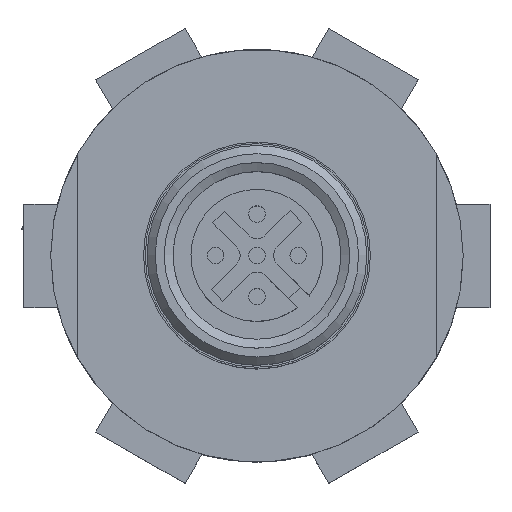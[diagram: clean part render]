
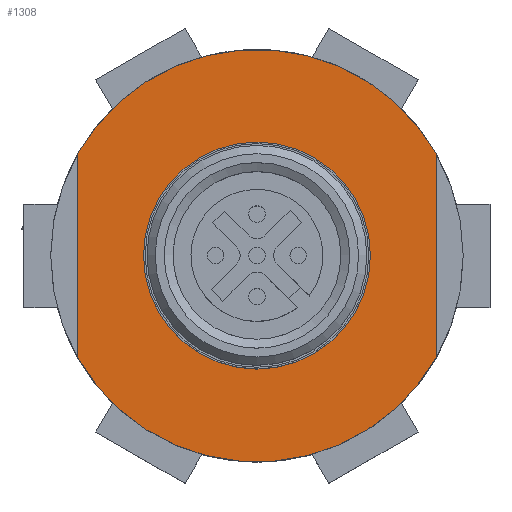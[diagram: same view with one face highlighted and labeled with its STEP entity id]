
A CAD part, top view. The second image highlights one B-rep face of the part: STEP entity #1308.
In plain terms, the highlighted planar face has unit normal (0, 0, 1).
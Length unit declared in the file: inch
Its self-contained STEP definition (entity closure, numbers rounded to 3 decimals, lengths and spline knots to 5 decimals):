
#17 = CIRCLE ( 'NONE', #2779, 0.5 ) ;
#59 = CIRCLE ( 'NONE', #3523, 0.5 ) ;
#179 = CARTESIAN_POINT ( 'NONE',  ( 0., 0., 0.16 ) ) ;
#186 = CARTESIAN_POINT ( 'NONE',  ( 0., 0., 0.16 ) ) ;
#253 = EDGE_CURVE ( 'NONE', #4286, #4286, #3651, .T. ) ;
#295 = CARTESIAN_POINT ( 'NONE',  ( 0.435, -0.24653, 0.16 ) ) ;
#574 = DIRECTION ( 'NONE',  ( 1., 0., 0. ) ) ;
#579 = DIRECTION ( 'NONE',  ( 1., 0., 0. ) ) ;
#685 = VERTEX_POINT ( 'NONE', #295 ) ;
#760 = LINE ( 'NONE', #1912, #3790 ) ;
#811 = EDGE_CURVE ( 'NONE', #2749, #685, #760, .T. ) ;
#1080 = FACE_OUTER_BOUND ( 'NONE', #1711, .T. ) ;
#1228 = ORIENTED_EDGE ( 'NONE', *, *, #253, .F. ) ;
#1234 = ORIENTED_EDGE ( 'NONE', *, *, #3562, .T. ) ;
#1301 = ORIENTED_EDGE ( 'NONE', *, *, #4638, .T. ) ;
#1308 = ADVANCED_FACE ( 'NONE', ( #1080, #4377 ), #3099, .T. ) ;
#1370 = EDGE_CURVE ( 'NONE', #3091, #4490, #4251, .T. ) ;
#1592 = CARTESIAN_POINT ( 'NONE',  ( 0.275, 0., 0.16 ) ) ;
#1711 = EDGE_LOOP ( 'NONE', ( #4034, #1301, #4403, #1234 ) ) ;
#1912 = CARTESIAN_POINT ( 'NONE',  ( 0.435, 0., 0.16 ) ) ;
#2004 = VECTOR ( 'NONE', #3144, 39.37008 ) ;
#2270 = DIRECTION ( 'NONE',  ( 1., 0., 0. ) ) ;
#2306 = DIRECTION ( 'NONE',  ( 1., 0., 0. ) ) ;
#2310 = AXIS2_PLACEMENT_3D ( 'NONE', #3894, #4682, #2306 ) ;
#2677 = CARTESIAN_POINT ( 'NONE',  ( 0., 0., 0.16 ) ) ;
#2749 = VERTEX_POINT ( 'NONE', #4753 ) ;
#2779 = AXIS2_PLACEMENT_3D ( 'NONE', #186, #2932, #579 ) ;
#2926 = DIRECTION ( 'NONE',  ( 0., 0., 1. ) ) ;
#2932 = DIRECTION ( 'NONE',  ( 0., 0., 1. ) ) ;
#3091 = VERTEX_POINT ( 'NONE', #4202 ) ;
#3099 = PLANE ( 'NONE',  #2310 ) ;
#3144 = DIRECTION ( 'NONE',  ( 0., 1., 0. ) ) ;
#3351 = AXIS2_PLACEMENT_3D ( 'NONE', #2677, #4651, #2270 ) ;
#3523 = AXIS2_PLACEMENT_3D ( 'NONE', #179, #2926, #574 ) ;
#3562 = EDGE_CURVE ( 'NONE', #3091, #685, #59, .T. ) ;
#3637 = CARTESIAN_POINT ( 'NONE',  ( -0.435, 0.24653, 0.16 ) ) ;
#3651 = CIRCLE ( 'NONE', #3351, 0.275 ) ;
#3790 = VECTOR ( 'NONE', #4685, 39.37008 ) ;
#3894 = CARTESIAN_POINT ( 'NONE',  ( 0., 0., 0.16 ) ) ;
#4034 = ORIENTED_EDGE ( 'NONE', *, *, #811, .F. ) ;
#4202 = CARTESIAN_POINT ( 'NONE',  ( -0.435, -0.24653, 0.16 ) ) ;
#4251 = LINE ( 'NONE', #5098, #2004 ) ;
#4286 = VERTEX_POINT ( 'NONE', #1592 ) ;
#4377 = FACE_BOUND ( 'NONE', #4971, .T. ) ;
#4403 = ORIENTED_EDGE ( 'NONE', *, *, #1370, .F. ) ;
#4490 = VERTEX_POINT ( 'NONE', #3637 ) ;
#4638 = EDGE_CURVE ( 'NONE', #2749, #4490, #17, .T. ) ;
#4651 = DIRECTION ( 'NONE',  ( 0., 0., 1. ) ) ;
#4682 = DIRECTION ( 'NONE',  ( 0., 0., 1. ) ) ;
#4685 = DIRECTION ( 'NONE',  ( 0., -1., 0. ) ) ;
#4753 = CARTESIAN_POINT ( 'NONE',  ( 0.435, 0.24653, 0.16 ) ) ;
#4971 = EDGE_LOOP ( 'NONE', ( #1228 ) ) ;
#5098 = CARTESIAN_POINT ( 'NONE',  ( -0.435, 0., 0.16 ) ) ;
